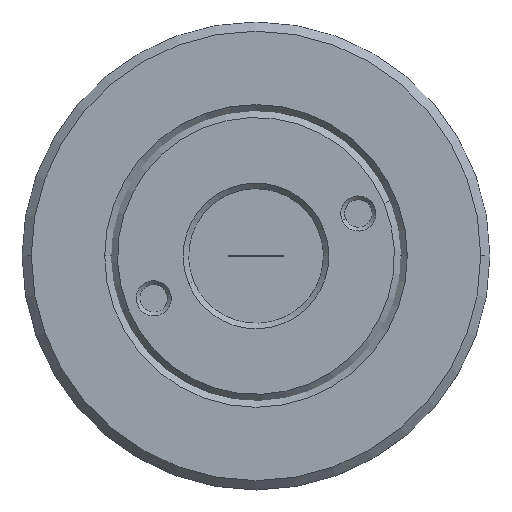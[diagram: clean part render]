
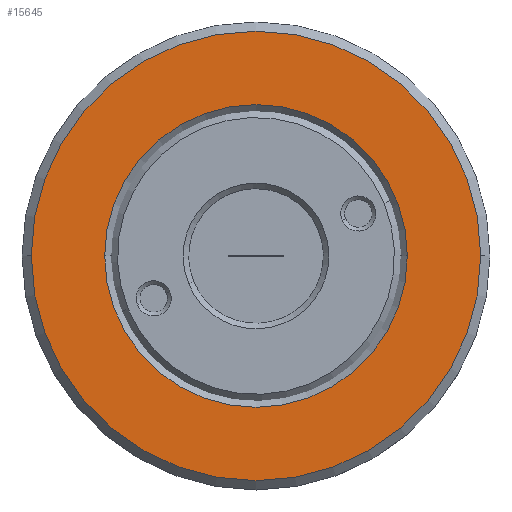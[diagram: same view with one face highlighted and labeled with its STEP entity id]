
A CAD part, top view. The second image highlights one B-rep face of the part: STEP entity #15645.
In plain terms, the highlighted planar face has unit normal (0, 0, 1).
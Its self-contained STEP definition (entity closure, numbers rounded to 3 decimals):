
#65 = PLANE ( 'NONE',  #1487 ) ;
#149 = DIRECTION ( 'NONE',  ( 1., 0., 0. ) ) ;
#1174 = AXIS2_PLACEMENT_3D ( 'NONE', #13486, #16314, #9513 ) ;
#1261 = VERTEX_POINT ( 'NONE', #11779 ) ;
#1487 = AXIS2_PLACEMENT_3D ( 'NONE', #9514, #14904, #8207 ) ;
#1757 = VERTEX_POINT ( 'NONE', #16595 ) ;
#1856 = CIRCLE ( 'NONE', #5816, 8.2 ) ;
#2541 = DIRECTION ( 'NONE',  ( -1., 0., 0. ) ) ;
#2617 = DIRECTION ( 'NONE',  ( 0., 0., -1. ) ) ;
#2824 = ORIENTED_EDGE ( 'NONE', *, *, #4550, .F. ) ;
#2859 = VERTEX_POINT ( 'NONE', #7780 ) ;
#3229 = EDGE_CURVE ( 'NONE', #8753, #1261, #1856, .T. ) ;
#3743 = AXIS2_PLACEMENT_3D ( 'NONE', #17261, #10728, #10559 ) ;
#4550 = EDGE_CURVE ( 'NONE', #1757, #2859, #12777, .T. ) ;
#5015 = CIRCLE ( 'NONE', #15445, 12.175 ) ;
#5238 = ORIENTED_EDGE ( 'NONE', *, *, #13797, .T. ) ;
#5816 = AXIS2_PLACEMENT_3D ( 'NONE', #14717, #2617, #149 ) ;
#6786 = FACE_BOUND ( 'NONE', #7715, .T. ) ;
#7715 = EDGE_LOOP ( 'NONE', ( #5238, #16309 ) ) ;
#7780 = CARTESIAN_POINT ( 'NONE',  ( -33.52, 10.122, 1.466 ) ) ;
#8207 = DIRECTION ( 'NONE',  ( 1., 0., 0. ) ) ;
#8753 = VERTEX_POINT ( 'NONE', #13685 ) ;
#9513 = DIRECTION ( 'NONE',  ( 1., 0., 0. ) ) ;
#9514 = CARTESIAN_POINT ( 'NONE',  ( -45.695, 10.122, 1.466 ) ) ;
#10559 = DIRECTION ( 'NONE',  ( -1., 0., 0. ) ) ;
#10675 = CARTESIAN_POINT ( 'NONE',  ( -45.695, 10.122, 1.466 ) ) ;
#10728 = DIRECTION ( 'NONE',  ( 0., 0., -1. ) ) ;
#11779 = CARTESIAN_POINT ( 'NONE',  ( -37.495, 10.122, 1.466 ) ) ;
#12160 = FACE_OUTER_BOUND ( 'NONE', #15046, .T. ) ;
#12777 = CIRCLE ( 'NONE', #3743, 12.175 ) ;
#13486 = CARTESIAN_POINT ( 'NONE',  ( -45.695, 10.122, 1.466 ) ) ;
#13595 = ORIENTED_EDGE ( 'NONE', *, *, #17106, .F. ) ;
#13685 = CARTESIAN_POINT ( 'NONE',  ( -53.895, 10.122, 1.466 ) ) ;
#13797 = EDGE_CURVE ( 'NONE', #1261, #8753, #16683, .T. ) ;
#14717 = CARTESIAN_POINT ( 'NONE',  ( -45.695, 10.122, 1.466 ) ) ;
#14904 = DIRECTION ( 'NONE',  ( 0., 0., 1. ) ) ;
#15046 = EDGE_LOOP ( 'NONE', ( #2824, #13595 ) ) ;
#15445 = AXIS2_PLACEMENT_3D ( 'NONE', #10675, #17383, #2541 ) ;
#15645 = ADVANCED_FACE ( 'NONE', ( #6786, #12160 ), #65, .T. ) ;
#16309 = ORIENTED_EDGE ( 'NONE', *, *, #3229, .T. ) ;
#16314 = DIRECTION ( 'NONE',  ( 0., 0., -1. ) ) ;
#16595 = CARTESIAN_POINT ( 'NONE',  ( -57.87, 10.122, 1.466 ) ) ;
#16683 = CIRCLE ( 'NONE', #1174, 8.2 ) ;
#17106 = EDGE_CURVE ( 'NONE', #2859, #1757, #5015, .T. ) ;
#17261 = CARTESIAN_POINT ( 'NONE',  ( -45.695, 10.122, 1.466 ) ) ;
#17383 = DIRECTION ( 'NONE',  ( 0., 0., -1. ) ) ;
